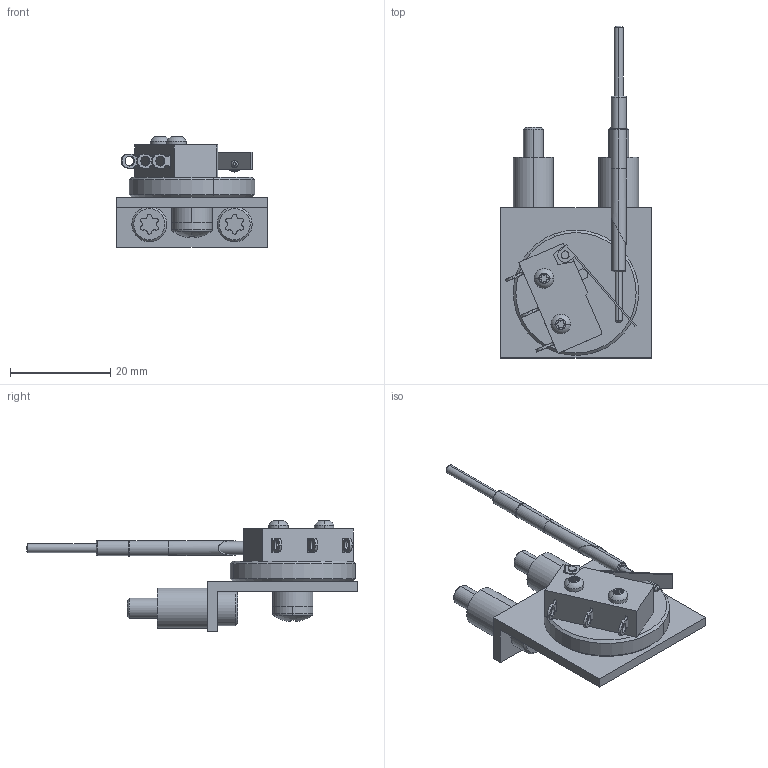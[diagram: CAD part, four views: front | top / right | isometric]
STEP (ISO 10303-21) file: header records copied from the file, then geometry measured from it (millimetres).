
FILE_DESCRIPTION (( 'STEP AP214' ), '1' );
FILE_NAME ('3409~0.STEP', '2018-12-10T15:02:31', ( '' ), ( '' ), 'SwSTEP 2.0', 'SolidWorks 2018', '' );
FILE_SCHEMA (( 'AUTOMOTIVE_DESIGN' ));
Length unit declared in the file: millimetre
Products named in the file (12): DIN912~n_M04,0x018; ASR~-a-s-r_拱04,2x03x拌8; 3274~0; 2865~8; KS-113-Master~-k-s_KS-113 23; 3484~0; ASR~-a-s-r_拱04,2x10x拌8; 3409~0; 11934~0; 1656~4; ISO7380~n_M02,0x008; 3308~6
Assembly tree (14 placements, depth 3):
  3409~0
    3308~6
      2865~8
      ASR~-a-s-r_拱04,2x03x拌8
      3274~0
      3484~0
      1656~4
      ISO7380~n_M02,0x008  x2
    11934~0
    ASR~-a-s-r_拱04,2x10x拌8  x2
    DIN912~n_M04,0x018  x2
    KS-113-Master~-k-s_KS-113 23
Bounding box: 30 x 66.2 x 22.05 mm (x, y, z)
Volume: 7479.1 mm3; surface area: 7988.8 mm2
Topology: 14 solids, 14 shells, 405 faces, 1016 edges, 654 vertices
Faces by surface type: cylinder 199, plane 110, cone 80, torus 12, sphere 4
Entity records: 11830 total; most frequent: DIRECTION 2014, CARTESIAN_POINT 1827, ORIENTED_EDGE 1720, EDGE_CURVE 860, AXIS2_PLACEMENT_3D 809, VERTEX_POINT 554, CIRCLE 450, LINE 396
